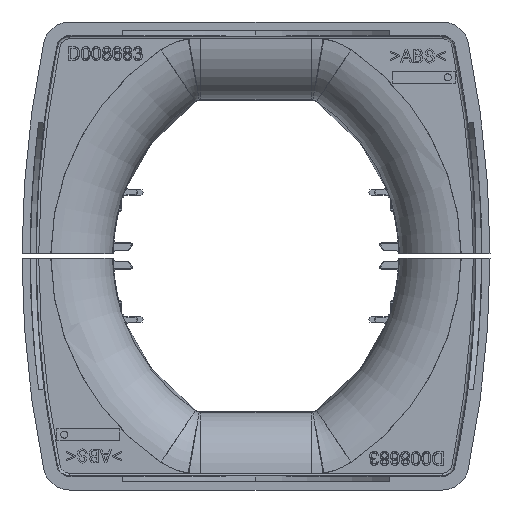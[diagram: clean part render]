
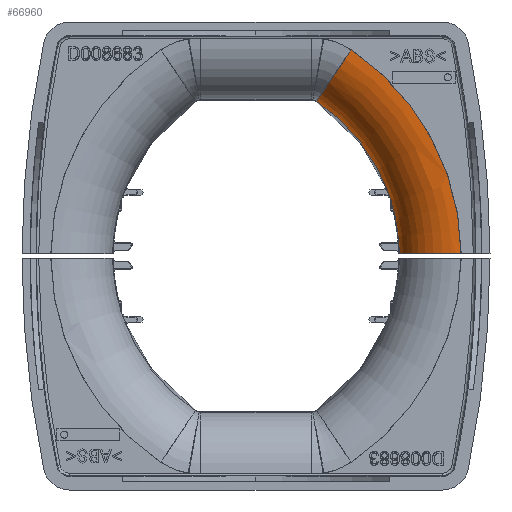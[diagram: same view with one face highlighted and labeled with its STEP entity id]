
A CAD part, left-side view. The second image highlights one B-rep face of the part: STEP entity #66960.
In plain terms, the highlighted toroidal (fillet/blend) face has major radius 46.122 mm and minor radius 11.5 mm.
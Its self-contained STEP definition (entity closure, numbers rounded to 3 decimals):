
#65976=AXIS2_PLACEMENT_3D('Circle Axis2P3D',#65974,#65975,$) ;
#66431=AXIS2_PLACEMENT_3D('Circle Axis2P3D',#66429,#66430,$) ;
#66937=AXIS2_PLACEMENT_3D('Torus Axis2P3D',#66934,#66935,#66936) ;
#66941=AXIS2_PLACEMENT_3D('Circle Axis2P3D',#66939,#66940,$) ;
#66948=AXIS2_PLACEMENT_3D('Circle Axis2P3D',#66946,#66947,$) ;
#65953=CARTESIAN_POINT('Vertex',(-871.09,-11.273,17.764)) ;
#65971=CARTESIAN_POINT('Vertex',(-871.09,-24.829,0.006)) ;
#65974=CARTESIAN_POINT('Axis2P3D Location',(-871.09,7.997,-11.)) ;
#66100=CARTESIAN_POINT('Vertex',(-872.127,-25.126,-0.75)) ;
#66104=CARTESIAN_POINT('Control Point',(-871.09,-24.829,0.006)) ;
#66105=CARTESIAN_POINT('Control Point',(-871.205,-24.829,0.007)) ;
#66106=CARTESIAN_POINT('Control Point',(-871.32,-24.832,0.004)) ;
#66107=CARTESIAN_POINT('Control Point',(-871.436,-24.837,-0.001)) ;
#66108=CARTESIAN_POINT('Control Point',(-871.662,-24.852,-0.016)) ;
#66109=CARTESIAN_POINT('Control Point',(-871.886,-24.878,-0.046)) ;
#66110=CARTESIAN_POINT('Control Point',(-871.994,-24.892,-0.064)) ;
#66111=CARTESIAN_POINT('Control Point',(-872.179,-24.923,-0.103)) ;
#66112=CARTESIAN_POINT('Control Point',(-872.353,-24.963,-0.164)) ;
#66113=CARTESIAN_POINT('Control Point',(-872.421,-24.982,-0.195)) ;
#66114=CARTESIAN_POINT('Control Point',(-872.522,-25.014,-0.253)) ;
#66115=CARTESIAN_POINT('Control Point',(-872.583,-25.051,-0.339)) ;
#66116=CARTESIAN_POINT('Control Point',(-872.597,-25.063,-0.372)) ;
#66117=CARTESIAN_POINT('Control Point',(-872.599,-25.083,-0.434)) ;
#66118=CARTESIAN_POINT('Control Point',(-872.572,-25.098,-0.491)) ;
#66119=CARTESIAN_POINT('Control Point',(-872.556,-25.103,-0.514)) ;
#66120=CARTESIAN_POINT('Control Point',(-872.506,-25.114,-0.57)) ;
#66121=CARTESIAN_POINT('Control Point',(-872.441,-25.119,-0.616)) ;
#66122=CARTESIAN_POINT('Control Point',(-872.399,-25.122,-0.641)) ;
#66123=CARTESIAN_POINT('Control Point',(-872.32,-25.125,-0.68)) ;
#66124=CARTESIAN_POINT('Control Point',(-872.238,-25.126,-0.713)) ;
#66125=CARTESIAN_POINT('Control Point',(-872.201,-25.126,-0.726)) ;
#66126=CARTESIAN_POINT('Control Point',(-872.164,-25.126,-0.739)) ;
#66127=CARTESIAN_POINT('Control Point',(-872.127,-25.126,-0.75)) ;
#66158=CARTESIAN_POINT('Vertex',(-871.09,-25.122,-0.91)) ;
#66162=CARTESIAN_POINT('Control Point',(-872.127,-25.126,-0.75)) ;
#66163=CARTESIAN_POINT('Control Point',(-871.795,-25.125,-0.852)) ;
#66164=CARTESIAN_POINT('Control Point',(-871.443,-25.124,-0.91)) ;
#66165=CARTESIAN_POINT('Control Point',(-871.09,-25.122,-0.91)) ;
#66426=CARTESIAN_POINT('Vertex',(-871.09,-26.622,-10.55)) ;
#66429=CARTESIAN_POINT('Axis2P3D Location',(-871.09,7.997,-11.)) ;
#66524=CARTESIAN_POINT('Vertex',(-882.55,-38.123,-10.55)) ;
#66528=CARTESIAN_POINT('Control Point',(-871.09,-26.622,-10.55)) ;
#66529=CARTESIAN_POINT('Control Point',(-872.2,-26.626,-10.55)) ;
#66530=CARTESIAN_POINT('Control Point',(-873.309,-26.764,-10.55)) ;
#66531=CARTESIAN_POINT('Control Point',(-874.397,-27.035,-10.55)) ;
#66532=CARTESIAN_POINT('Control Point',(-876.484,-27.836,-10.55)) ;
#66533=CARTESIAN_POINT('Control Point',(-878.322,-29.109,-10.55)) ;
#66534=CARTESIAN_POINT('Control Point',(-879.159,-29.855,-10.55)) ;
#66535=CARTESIAN_POINT('Control Point',(-880.638,-31.533,-10.55)) ;
#66536=CARTESIAN_POINT('Control Point',(-881.674,-33.514,-10.55)) ;
#66537=CARTESIAN_POINT('Control Point',(-882.07,-34.563,-10.55)) ;
#66538=CARTESIAN_POINT('Control Point',(-882.401,-35.918,-10.55)) ;
#66539=CARTESIAN_POINT('Control Point',(-882.525,-37.299,-10.55)) ;
#66540=CARTESIAN_POINT('Control Point',(-882.542,-37.573,-10.55)) ;
#66541=CARTESIAN_POINT('Control Point',(-882.55,-37.848,-10.55)) ;
#66542=CARTESIAN_POINT('Control Point',(-882.55,-38.123,-10.55)) ;
#66934=CARTESIAN_POINT('Axis2P3D Location',(-871.05,7.997,-11.)) ;
#66939=CARTESIAN_POINT('Axis2P3D Location',(-882.55,7.997,-11.)) ;
#66943=CARTESIAN_POINT('Vertex',(-882.55,-17.674,27.318)) ;
#66946=CARTESIAN_POINT('Axis2P3D Location',(-871.05,-17.674,27.318)) ;
#65975=DIRECTION('Axis2P3D Direction',(1.,0.,-0.)) ;
#66430=DIRECTION('Axis2P3D Direction',(1.,0.,-0.)) ;
#66935=DIRECTION('Axis2P3D Direction',(-1.,0.,0.)) ;
#66936=DIRECTION('Axis2P3D XDirection',(0.,-0.443,0.897)) ;
#66940=DIRECTION('Axis2P3D Direction',(1.,0.,-0.)) ;
#66947=DIRECTION('Axis2P3D Direction',(-0.,-0.831,-0.557)) ;
#66952=ORIENTED_EDGE('',*,*,#66543,.F.) ;
#66953=ORIENTED_EDGE('',*,*,#66945,.F.) ;
#66954=ORIENTED_EDGE('',*,*,#66950,.F.) ;
#66955=ORIENTED_EDGE('',*,*,#65978,.T.) ;
#66956=ORIENTED_EDGE('',*,*,#66128,.F.) ;
#66957=ORIENTED_EDGE('',*,*,#66166,.F.) ;
#66958=ORIENTED_EDGE('',*,*,#66433,.F.) ;
#66960=ADVANCED_FACE('D008683.1\\Capot',(#66959),#66938,.T.) ;
#66103=B_SPLINE_CURVE_WITH_KNOTS('',5,(#66104,#66105,#66106,#66107,#66108,#66109,#66110,#66111,#66112,#66113,#66114,#66115,#66116,#66117,#66118,#66119,#66120,#66121,#66122,#66123,#66124,#66125,#66126,#66127),.UNSPECIFIED.,.F.,.U.,(6,3,3,3,3,3,3,6),(0.,0.814,1.607,2.174,2.46,2.675,3.036,3.313),.UNSPECIFIED.) ;
#66161=B_SPLINE_CURVE_WITH_KNOTS('',3,(#66162,#66163,#66164,#66165),.UNSPECIFIED.,.F.,.U.,(4,4),(0.,1.498),.UNSPECIFIED.) ;
#66527=B_SPLINE_CURVE_WITH_KNOTS('',5,(#66528,#66529,#66530,#66531,#66532,#66533,#66534,#66535,#66536,#66537,#66538,#66539,#66540,#66541,#66542),.UNSPECIFIED.,.F.,.U.,(6,3,3,3,6),(0.,7.847,15.697,23.547,25.49),.UNSPECIFIED.) ;
#65977=CIRCLE('generated circle',#65976,34.622) ;
#66432=CIRCLE('generated circle',#66431,34.622) ;
#66942=CIRCLE('generated circle',#66941,46.122) ;
#66949=CIRCLE('generated circle',#66948,11.5) ;
#66938=TOROIDAL_SURFACE('homeo Torus',#66937,46.122,11.5) ;
#65978=EDGE_CURVE('',#65954,#65972,#65977,.T.) ;
#66128=EDGE_CURVE('',#66101,#65972,#66103,.F.) ;
#66166=EDGE_CURVE('',#66159,#66101,#66161,.F.) ;
#66433=EDGE_CURVE('',#66427,#66159,#66432,.F.) ;
#66543=EDGE_CURVE('',#66525,#66427,#66527,.F.) ;
#66945=EDGE_CURVE('',#66944,#66525,#66942,.T.) ;
#66950=EDGE_CURVE('',#65954,#66944,#66949,.F.) ;
#66951=EDGE_LOOP('',(#66952,#66953,#66954,#66955,#66956,#66957,#66958)) ;
#66959=FACE_OUTER_BOUND('',#66951,.T.) ;
#65954=VERTEX_POINT('',#65953) ;
#65972=VERTEX_POINT('',#65971) ;
#66101=VERTEX_POINT('',#66100) ;
#66159=VERTEX_POINT('',#66158) ;
#66427=VERTEX_POINT('',#66426) ;
#66525=VERTEX_POINT('',#66524) ;
#66944=VERTEX_POINT('',#66943) ;
